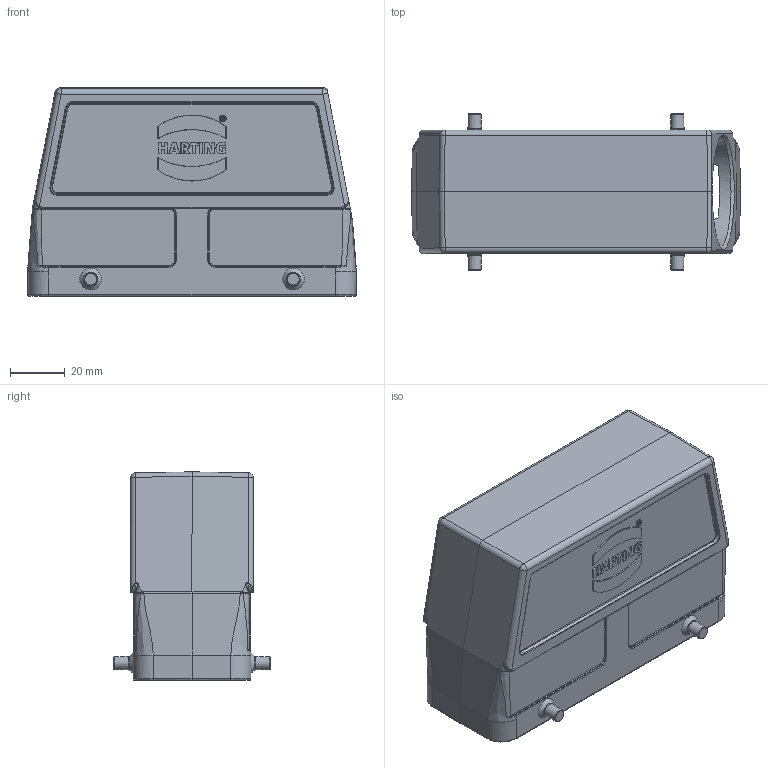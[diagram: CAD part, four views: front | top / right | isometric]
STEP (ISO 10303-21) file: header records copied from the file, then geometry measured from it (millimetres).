
FILE_DESCRIPTION(/* description */ (''),/* implementation_level */ '2;1');
FILE_NAME(/* name */ '100110552ugm000_c.stp',/* time_stamp */ '2017-10-26T13:39:56+02:00',/* author */ (''),/* organization */ (''),/* preprocessor_version */ 'ST-DEVELOPER v16',/* originating_system */ 'SIEMENS PLM Software NX 10.0',/* authorisation */ '');
FILE_SCHEMA (('AUTOMOTIVE_DESIGN { 1 0 10303 214 3 1 1 1 }'));
Length unit declared in the file: millimetre
Products named in the file (1): 100110552ugm000_c
Bounding box: 120 x 57.2 x 76 mm (x, y, z)
Volume: 92490.2 mm3; surface area: 51816.7 mm2
Topology: 1 solids, 1 shells, 607 faces, 2051 edges, 2025 vertices
Faces by surface type: plane 259, cylinder 122, bspline 119, cone 51, torus 50, sphere 6
Full cylindrical faces by diameter (mm): 3 x4, 40 x1
Entity records: 27693 total; most frequent: CARTESIAN_POINT 9631, ORIENTED_EDGE 2916, DIRECTION 2719, EDGE_CURVE 1458, VERTEX_POINT 923, AXIS2_PLACEMENT_3D 921, LINE 877, VECTOR 877
